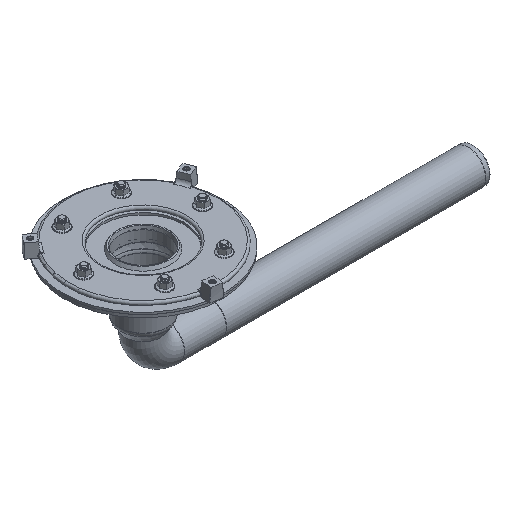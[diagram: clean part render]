
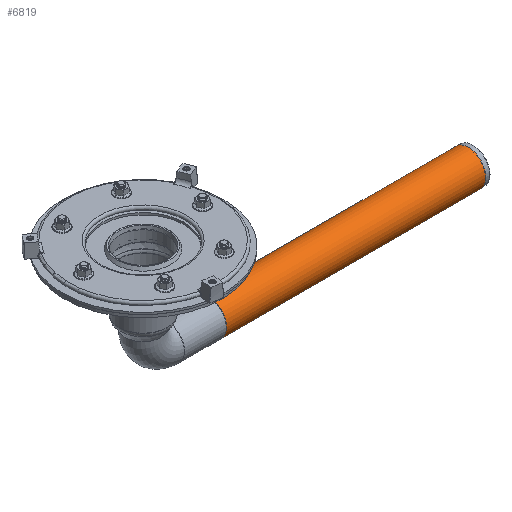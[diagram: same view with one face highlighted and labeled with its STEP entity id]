
A CAD part, isometric view. The second image highlights one B-rep face of the part: STEP entity #6819.
In plain terms, the highlighted cylindrical face has radius 265 mm (diameter 530 mm), a full revolution.
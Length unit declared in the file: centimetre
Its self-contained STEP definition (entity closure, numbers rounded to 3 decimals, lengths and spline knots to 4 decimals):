
#467=CYLINDRICAL_SURFACE('',#7351,26.5);
#542=FACE_OUTER_BOUND('',#1041,.T.);
#1041=EDGE_LOOP('',(#4503,#4504,#4505,#4506));
#1603=LINE('',#10740,#1963);
#1963=VECTOR('',#8396,26.5);
#2328=CIRCLE('',#7350,26.5);
#2329=CIRCLE('',#7352,26.5);
#2830=VERTEX_POINT('',#10734);
#2831=VERTEX_POINT('',#10738);
#3441=EDGE_CURVE('',#2830,#2830,#2328,.T.);
#3443=EDGE_CURVE('',#2831,#2831,#2329,.T.);
#3444=EDGE_CURVE('',#2831,#2830,#1603,.T.);
#4503=ORIENTED_EDGE('',*,*,#3443,.F.);
#4504=ORIENTED_EDGE('',*,*,#3444,.T.);
#4505=ORIENTED_EDGE('',*,*,#3441,.T.);
#4506=ORIENTED_EDGE('',*,*,#3444,.F.);
#6819=ADVANCED_FACE('',(#542),#467,.T.);
#7350=AXIS2_PLACEMENT_3D('',#10735,#8389,#8390);
#7351=AXIS2_PLACEMENT_3D('',#10737,#8392,#8393);
#7352=AXIS2_PLACEMENT_3D('',#10739,#8394,#8395);
#8389=DIRECTION('center_axis',(-1.,0.,0.));
#8390=DIRECTION('ref_axis',(0.,-1.,0.));
#8392=DIRECTION('center_axis',(-1.,0.,0.));
#8393=DIRECTION('ref_axis',(0.,0.,-1.));
#8394=DIRECTION('center_axis',(-1.,0.,0.));
#8395=DIRECTION('ref_axis',(0.,-1.,0.));
#8396=DIRECTION('',(1.,0.,0.));
#10734=CARTESIAN_POINT('',(1748.4544,372.0352,696.601));
#10735=CARTESIAN_POINT('Origin',(1748.4544,372.0352,670.101));
#10737=CARTESIAN_POINT('Origin',(1551.9217,372.0352,670.101));
#10738=CARTESIAN_POINT('',(1355.389,372.0352,696.601));
#10739=CARTESIAN_POINT('Origin',(1355.389,372.0352,670.101));
#10740=CARTESIAN_POINT('',(1551.9217,372.0352,696.601));
